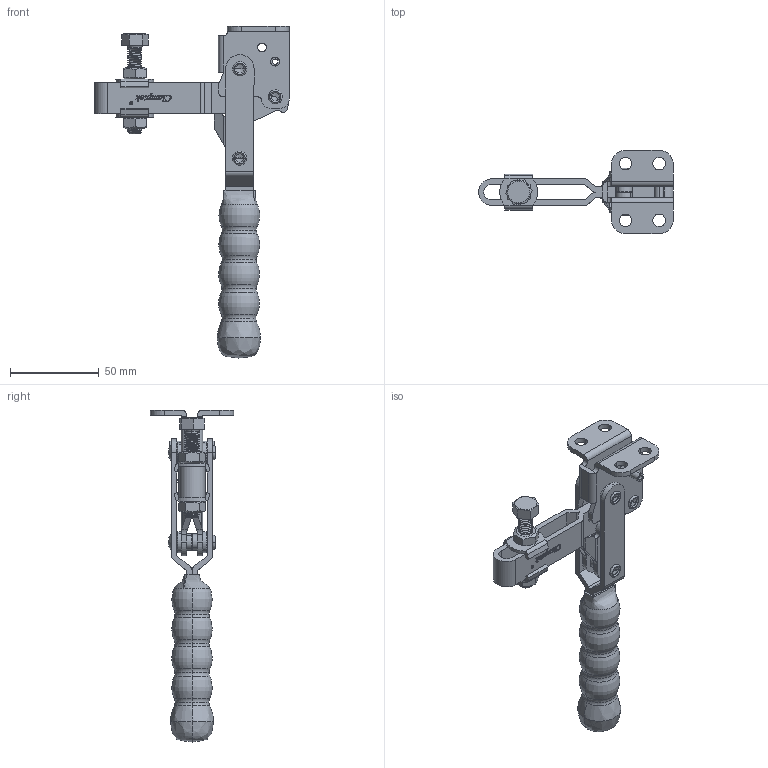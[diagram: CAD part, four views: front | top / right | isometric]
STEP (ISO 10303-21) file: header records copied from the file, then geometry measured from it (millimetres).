
FILE_DESCRIPTION (( 'STEP AP203' ), '1' );
FILE_NAME ('CH-12502-B.STEP', '2010-06-05T03:12:47', ( '微软用户' ), ( '微软中国' ), 'SwSTEP 2.0', 'SolidWorks 2008', '' );
FILE_SCHEMA (( 'CONFIG_CONTROL_DESIGN' ));
Products named in the file (14): CH-12502-B-04 CONNECTING-PLATE_默认; CH-12502-B-07_默认; CH-FW-516_默认; M8 Nut_默认; CH-SA-085012 SPINDLE SUPPLIED_默认; CH-12502-B; CH-12502-B-01 FLANGED BASE_默认; CH-12502-B-02 U-BAR_默认; CH-12502-B-03 HANDLE_默认; CH-12502-B-09_默认; CH-12502-B-05_默认; CH-12502-B-08_默认; CH-12502-B-06_默认; CH-12502-B-10_默认
Assembly tree (21 placements, depth 2):
  CH-12502-B
    CH-FW-516_默认  x2
    CH-12502-B-02 U-BAR_默认
    CH-12502-B-06_默认  x2
    CH-12502-B-03 HANDLE_默认
    CH-12502-B-08_默认  x2
    CH-12502-B-05_默认  x4
    M8 Nut_默认  x2
    CH-12502-B-07_默认
    CH-SA-085012 SPINDLE SUPPLIED_默认
    CH-12502-B-01 FLANGED BASE_默认
    CH-12502-B-04 CONNECTING-PLATE_默认
    CH-12502-B-09_默认  x2
    CH-12502-B-10_默认
Bounding box: 110.06 x 47 x 187.39 mm (x, y, z)
Volume: 78897.4 mm3; surface area: 55892.7 mm2
Topology: 23 solids, 23 shells, 1918 faces, 4731 edges, 2880 vertices
Faces by surface type: plane 1000, cylinder 611, bspline 203, cone 62, torus 42
Entity records: 52221 total; most frequent: CARTESIAN_POINT 20985, ORIENTED_EDGE 6474, DIRECTION 5720, EDGE_CURVE 3237, VERTEX_POINT 2024, AXIS2_PLACEMENT_3D 1986, VECTOR 1748, LINE 1748
